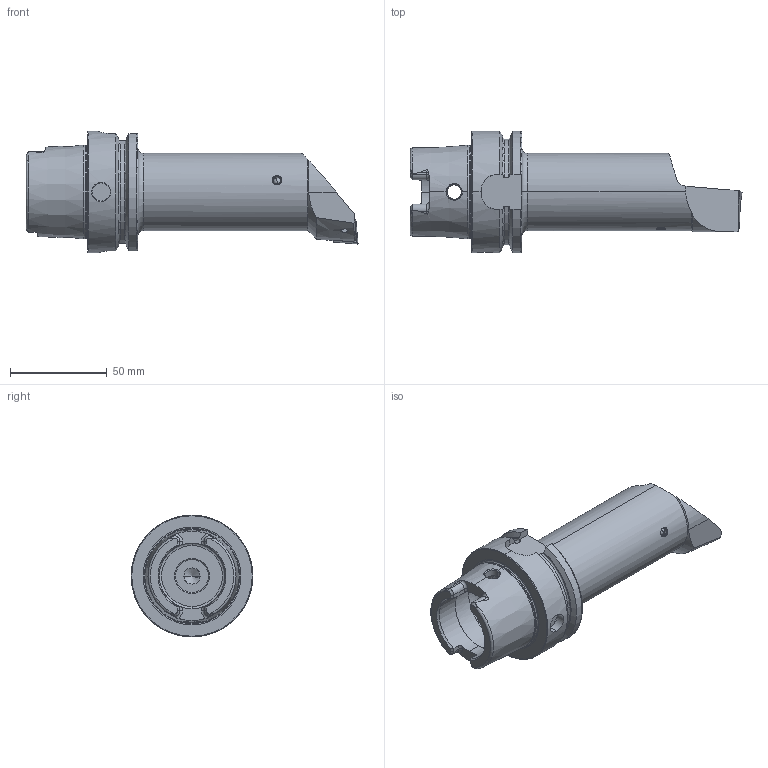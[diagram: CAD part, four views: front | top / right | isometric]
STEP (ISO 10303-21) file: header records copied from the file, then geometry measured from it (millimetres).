
FILE_DESCRIPTION (( 'STEP AP203' ), '1' );
FILE_NAME ('HA6-BCC.RLC.140.STEP', '2012-04-13T13:37:54', ( 'SwiAdmin' ), ( '' ), 'SwSTEP 2.0', 'SolidWorks 2012', '' );
FILE_SCHEMA (( 'CONFIG_CONTROL_DESIGN' ));
Length unit declared in the file: millimetre
Products named in the file (5): HA6-BCC.RLC.140; KVT_MB_600_050; WCC-ER2.001.010_A; CCMT120404; HA6-BCC.RLC.140_B
Assembly tree (4 placements, depth 2):
  HA6-BCC.RLC.140
    HA6-BCC.RLC.140_B
    CCMT120404
    WCC-ER2.001.010_A
    KVT_MB_600_050
Bounding box: 171.86 x 63 x 63 mm (x, y, z)
Volume: 194658.9 mm3; surface area: 38471.2 mm2
Topology: 5 solids, 5 shells, 302 faces, 775 edges, 469 vertices
Faces by surface type: cylinder 88, cone 81, plane 75, torus 39, bspline 17, sphere 2
Entity records: 11127 total; most frequent: CARTESIAN_POINT 3679, ORIENTED_EDGE 1504, DIRECTION 1403, EDGE_CURVE 752, AXIS2_PLACEMENT_3D 561, VERTEX_POINT 466, EDGE_LOOP 320, FACE_OUTER_BOUND 302
